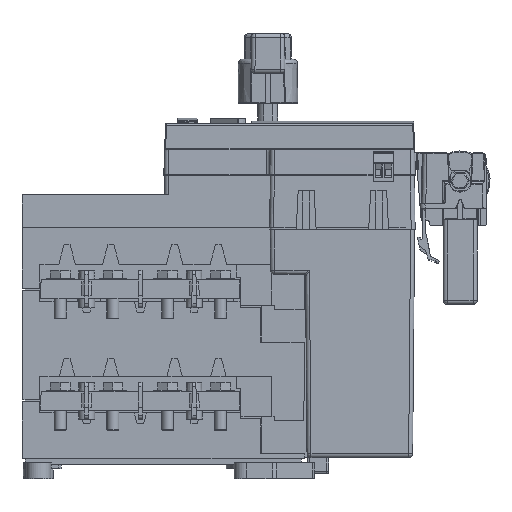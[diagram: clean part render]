
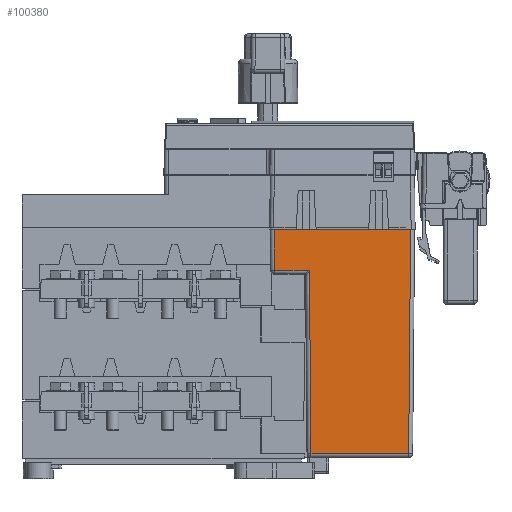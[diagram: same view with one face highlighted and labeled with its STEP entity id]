
A CAD part, front view. The second image highlights one B-rep face of the part: STEP entity #100380.
In plain terms, the highlighted planar face has unit normal (0, -1, -0.009).
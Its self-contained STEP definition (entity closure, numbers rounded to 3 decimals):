
#19834=DIRECTION('',(-1.,0.,0.));
#19835=VECTOR('',#19834,11.05);
#19836=CARTESIAN_POINT('',(283.098,-80.299,
199.544));
#19837=LINE('',#19836,#19835);
#19875=DIRECTION('',(-0.009,-0.009,1.));
#19876=VECTOR('',#19875,92.007);
#19877=CARTESIAN_POINT('',(233.08,-79.317,
87.027));
#19878=LINE('',#19877,#19876);
#19882=DIRECTION('',(-0.009,-0.009,1.));
#19883=VECTOR('',#19882,20.519);
#19884=CARTESIAN_POINT('',(214.777,-80.12,
179.027));
#19885=LINE('',#19884,#19883);
#19889=DIRECTION('',(1.,0.,0.));
#19890=VECTOR('',#19889,11.05);
#19891=CARTESIAN_POINT('',(214.598,-80.299,
199.544));
#19892=LINE('',#19891,#19890);
#19896=DIRECTION('',(-0.009,0.009,-1.));
#19897=VECTOR('',#19896,112.526);
#19898=CARTESIAN_POINT('',(283.098,-80.299,
199.544));
#19899=LINE('',#19898,#19897);
#20098=DIRECTION('',(1.,0.,0.));
#20099=VECTOR('',#20098,49.036);
#20100=CARTESIAN_POINT('',(233.08,-79.317,
87.027));
#20101=LINE('',#20100,#20099);
#20912=DIRECTION('',(-1.,0.,0.));
#20913=VECTOR('',#20912,10.);
#20914=CARTESIAN_POINT('',(235.648,-80.299,
199.544));
#20915=LINE('',#20914,#20913);
#21108=DIRECTION('',(-1.,0.,0.));
#21109=VECTOR('',#21108,10.);
#21110=CARTESIAN_POINT('',(272.048,-80.299,
199.544));
#21111=LINE('',#21110,#21109);
#21272=DIRECTION('',(-1.,0.,0.));
#21273=VECTOR('',#21272,26.4);
#21274=CARTESIAN_POINT('',(262.048,-80.299,
199.544));
#21275=LINE('',#21274,#21273);
#60244=CARTESIAN_POINT('',(214.598,-80.299,
199.544));
#60273=DIRECTION('',(1.,0.,0.));
#60274=VECTOR('',#60273,17.5);
#60275=CARTESIAN_POINT('',(214.777,-80.12,
179.027));
#60276=LINE('',#60275,#60274);
#86879=VERTEX_POINT('',#60244);
#86880=CARTESIAN_POINT('',(233.08,-79.317,
87.027));
#86881=CARTESIAN_POINT('',(232.277,-80.12,
179.027));
#86882=VERTEX_POINT('',#86880);
#86883=VERTEX_POINT('',#86881);
#86884=CARTESIAN_POINT('',(214.777,-80.12,
179.027));
#86885=VERTEX_POINT('',#86884);
#86886=CARTESIAN_POINT('',(225.648,-80.299,
199.544));
#86887=VERTEX_POINT('',#86886);
#86888=CARTESIAN_POINT('',(235.648,-80.299,
199.544));
#86889=VERTEX_POINT('',#86888);
#86890=CARTESIAN_POINT('',(262.048,-80.299,
199.544));
#86891=VERTEX_POINT('',#86890);
#86892=CARTESIAN_POINT('',(272.048,-80.299,
199.544));
#86893=VERTEX_POINT('',#86892);
#86894=CARTESIAN_POINT('',(283.098,-80.299,
199.544));
#86895=VERTEX_POINT('',#86894);
#86896=CARTESIAN_POINT('',(282.116,-79.317,
87.027));
#86897=VERTEX_POINT('',#86896);
#100354=CARTESIAN_POINT('',(248.848,-79.808,
143.286));
#100355=DIRECTION('',(0.,1.,0.009));
#100356=DIRECTION('',(0.,-0.009,1.));
#100357=AXIS2_PLACEMENT_3D('',#100354,#100355,#100356);
#100358=PLANE('',#100357);
#100360=ORIENTED_EDGE('',*,*,#100359,.T.);
#100362=ORIENTED_EDGE('',*,*,#100361,.F.);
#100364=ORIENTED_EDGE('',*,*,#100363,.T.);
#100366=ORIENTED_EDGE('',*,*,#100365,.T.);
#100368=ORIENTED_EDGE('',*,*,#100367,.F.);
#100370=ORIENTED_EDGE('',*,*,#100369,.F.);
#100372=ORIENTED_EDGE('',*,*,#100371,.F.);
#100373=ORIENTED_EDGE('',*,*,#100320,.F.);
#100375=ORIENTED_EDGE('',*,*,#100374,.T.);
#100377=ORIENTED_EDGE('',*,*,#100376,.F.);
#100378=EDGE_LOOP('',(#100360,#100362,#100364,#100366,#100368,#100370,#100372,
#100373,#100375,#100377));
#100379=FACE_OUTER_BOUND('',#100378,.F.);
#100320=EDGE_CURVE('',#86895,#86893,#19837,.T.);
#100359=EDGE_CURVE('',#86882,#86883,#19878,.T.);
#100361=EDGE_CURVE('',#86885,#86883,#60276,.T.);
#100363=EDGE_CURVE('',#86885,#86879,#19885,.T.);
#100365=EDGE_CURVE('',#86879,#86887,#19892,.T.);
#100367=EDGE_CURVE('',#86889,#86887,#20915,.T.);
#100369=EDGE_CURVE('',#86891,#86889,#21275,.T.);
#100371=EDGE_CURVE('',#86893,#86891,#21111,.T.);
#100374=EDGE_CURVE('',#86895,#86897,#19899,.T.);
#100376=EDGE_CURVE('',#86882,#86897,#20101,.T.);
#100380=ADVANCED_FACE('',(#100379),#100358,.F.);
